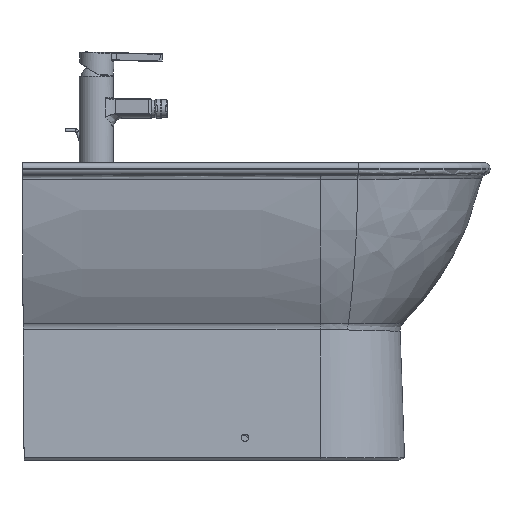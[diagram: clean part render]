
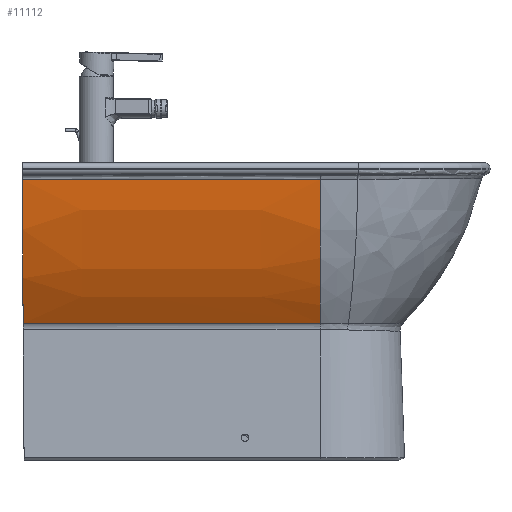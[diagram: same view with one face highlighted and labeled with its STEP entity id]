
A CAD part, front view. The second image highlights one B-rep face of the part: STEP entity #11112.
In plain terms, the highlighted free-form (B-spline) face has degree [5, 5] with [6, 6] control points.
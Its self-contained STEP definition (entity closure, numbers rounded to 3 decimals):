
#2596=CARTESIAN_POINT('',(1.51,-116.101,-216.283));
#2597=VERTEX_POINT('',#2596);
#2607=CARTESIAN_POINT('',(0.155,-175.787,-22.188));
#2608=VERTEX_POINT('',#2607);
#2609=CARTESIAN_POINT('',(0.155,-175.787,-22.188));
#2610=CARTESIAN_POINT('',(0.394,-174.358,-56.423));
#2611=CARTESIAN_POINT('',(0.631,-168.536,-90.333));
#2612=CARTESIAN_POINT('',(1.088,-148.393,-155.837));
#2613=CARTESIAN_POINT('',(1.307,-134.156,-187.159));
#2614=CARTESIAN_POINT('',(1.51,-116.101,-216.283));
#2615=B_SPLINE_CURVE_WITH_KNOTS('',3,(#2609,#2610,#2611,#2612,#2613,#2614),.UNSPECIFIED.,.F.,.U.,(4,2,4),(-20.56,-10.28,0.),.UNSPECIFIED.);
#2616=EDGE_CURVE('',#2608,#2597,#2615,.T.);
#3299=CARTESIAN_POINT('',(401.356,-170.46,-22.195));
#3300=VERTEX_POINT('',#3299);
#3301=CARTESIAN_POINT('',(401.356,-170.46,-22.195));
#3302=CARTESIAN_POINT('',(362.489,-170.976,-22.194));
#3303=CARTESIAN_POINT('',(315.998,-171.594,-22.193));
#3304=CARTESIAN_POINT('',(233.151,-172.694,-22.192));
#3305=CARTESIAN_POINT('',(135.654,-173.988,-22.19));
#3306=CARTESIAN_POINT('',(80.124,-174.725,-22.189));
#3307=CARTESIAN_POINT('',(0.155,-175.787,-22.188));
#3308=B_SPLINE_CURVE_WITH_KNOTS('',3,(#3301,#3302,#3303,#3304,#3305,#3306,#3307),.UNSPECIFIED.,.F.,.U.,(4,3,4),(268.329,619.848,1033.529),.UNSPECIFIED.);
#3309=EDGE_CURVE('',#3300,#2608,#3308,.T.);
#3427=CARTESIAN_POINT('',(401.356,-111.099,-216.29));
#3428=VERTEX_POINT('',#3427);
#3436=CARTESIAN_POINT('',(1.51,-116.101,-216.283));
#3437=CARTESIAN_POINT('',(68.861,-115.258,-216.284));
#3438=CARTESIAN_POINT('',(114.088,-114.692,-216.285));
#3439=CARTESIAN_POINT('',(129.589,-114.498,-216.285));
#3440=CARTESIAN_POINT('',(235.205,-113.177,-216.287));
#3441=CARTESIAN_POINT('',(340.821,-111.856,-216.289));
#3442=CARTESIAN_POINT('',(361.376,-111.599,-216.289));
#3443=CARTESIAN_POINT('',(380.752,-111.356,-216.29));
#3444=CARTESIAN_POINT('',(401.356,-111.099,-216.29));
#3445=B_SPLINE_CURVE_WITH_KNOTS('',5,(#3436,#3437,#3438,#3439,#3440,#3441,#3442,#3443,#3444),.UNSPECIFIED.,.F.,.U.,(6,3,6),(122.812,686.297,869.692),.UNSPECIFIED.);
#3446=EDGE_CURVE('',#2597,#3428,#3445,.T.);
#5726=CARTESIAN_POINT('',(401.356,-170.46,-22.195));
#5727=CARTESIAN_POINT('',(401.356,-168.861,-61.862));
#5728=CARTESIAN_POINT('',(401.356,-161.314,-101.284));
#5729=CARTESIAN_POINT('',(401.356,-148.149,-138.736));
#5730=CARTESIAN_POINT('',(401.356,-138.629,-165.817));
#5731=CARTESIAN_POINT('',(401.356,-126.184,-191.868));
#5732=CARTESIAN_POINT('',(401.356,-111.099,-216.29));
#5733=B_SPLINE_CURVE_WITH_KNOTS('',3,(#5726,#5727,#5728,#5729,#5730,#5731,#5732),.UNSPECIFIED.,.F.,.U.,(4,3,4),(1345.131,1475.239,1569.316),.UNSPECIFIED.);
#5734=EDGE_CURVE('',#3300,#3428,#5733,.T.);
#11069=CARTESIAN_POINT('',(401.356,-170.461,-22.185));
#11070=CARTESIAN_POINT('',(321.116,-171.526,-22.185));
#11071=CARTESIAN_POINT('',(240.877,-172.591,-22.186));
#11072=CARTESIAN_POINT('',(160.635,-173.656,-22.186));
#11073=CARTESIAN_POINT('',(80.395,-174.722,-22.187));
#11074=CARTESIAN_POINT('',(0.155,-175.787,-22.187));
#11075=CARTESIAN_POINT('',(401.356,-168.809,-63.196));
#11076=CARTESIAN_POINT('',(321.116,-169.862,-63.2));
#11077=CARTESIAN_POINT('',(240.887,-170.917,-63.204));
#11078=CARTESIAN_POINT('',(160.635,-171.968,-63.207));
#11079=CARTESIAN_POINT('',(80.395,-173.024,-63.211));
#11080=CARTESIAN_POINT('',(0.155,-174.079,-63.215));
#11081=CARTESIAN_POINT('',(401.356,-161.896,-103.996));
#11082=CARTESIAN_POINT('',(321.116,-162.937,-104.001));
#11083=CARTESIAN_POINT('',(240.891,-163.98,-104.007));
#11084=CARTESIAN_POINT('',(160.635,-165.019,-104.012));
#11085=CARTESIAN_POINT('',(80.395,-166.062,-104.018));
#11086=CARTESIAN_POINT('',(0.155,-167.105,-104.024));
#11087=CARTESIAN_POINT('',(401.356,-149.759,-143.683));
#11088=CARTESIAN_POINT('',(321.116,-150.786,-143.688));
#11089=CARTESIAN_POINT('',(240.891,-151.817,-143.695));
#11090=CARTESIAN_POINT('',(160.635,-152.843,-143.699));
#11091=CARTESIAN_POINT('',(80.395,-153.873,-143.706));
#11092=CARTESIAN_POINT('',(0.155,-154.904,-143.712));
#11093=CARTESIAN_POINT('',(401.356,-132.668,-181.37));
#11094=CARTESIAN_POINT('',(321.116,-133.683,-181.373));
#11095=CARTESIAN_POINT('',(240.886,-134.7,-181.378));
#11096=CARTESIAN_POINT('',(160.635,-135.714,-181.381));
#11097=CARTESIAN_POINT('',(80.395,-136.73,-181.386));
#11098=CARTESIAN_POINT('',(0.155,-137.747,-181.39));
#11099=CARTESIAN_POINT('',(401.356,-111.099,-216.29));
#11100=CARTESIAN_POINT('',(321.116,-112.101,-216.29));
#11101=CARTESIAN_POINT('',(240.877,-113.104,-216.291));
#11102=CARTESIAN_POINT('',(160.635,-114.107,-216.291));
#11103=CARTESIAN_POINT('',(80.395,-115.109,-216.292));
#11104=CARTESIAN_POINT('',(0.155,-116.112,-216.292));
#11105=B_SPLINE_SURFACE_WITH_KNOTS('',5,5,((#11069,#11075,#11081,#11087,#11093,#11099),(#11070,#11076,#11082,#11088,#11094,#11100),(#11071,#11077,#11083,#11089,#11095,#11101),(#11072,#11078,#11084,#11090,#11096,#11102),(#11073,#11079,#11085,#11091,#11097,#11103),(#11074,#11080,#11086,#11092,#11098,#11104)),.UNSPECIFIED.,.F.,.F.,.U.,(6,6),(6,6),(0.0,401.235),(1345.121,1569.316),.UNSPECIFIED.);
#11106=ORIENTED_EDGE('',*,*,#3446,.T.);
#11107=ORIENTED_EDGE('',*,*,#5734,.F.);
#11108=ORIENTED_EDGE('',*,*,#3309,.T.);
#11109=ORIENTED_EDGE('',*,*,#2616,.T.);
#11110=EDGE_LOOP('',(#11106,#11107,#11108,#11109));
#11111=FACE_OUTER_BOUND('',#11110,.T.);
#11112=ADVANCED_FACE('',(#11111),#11105,.T.);
